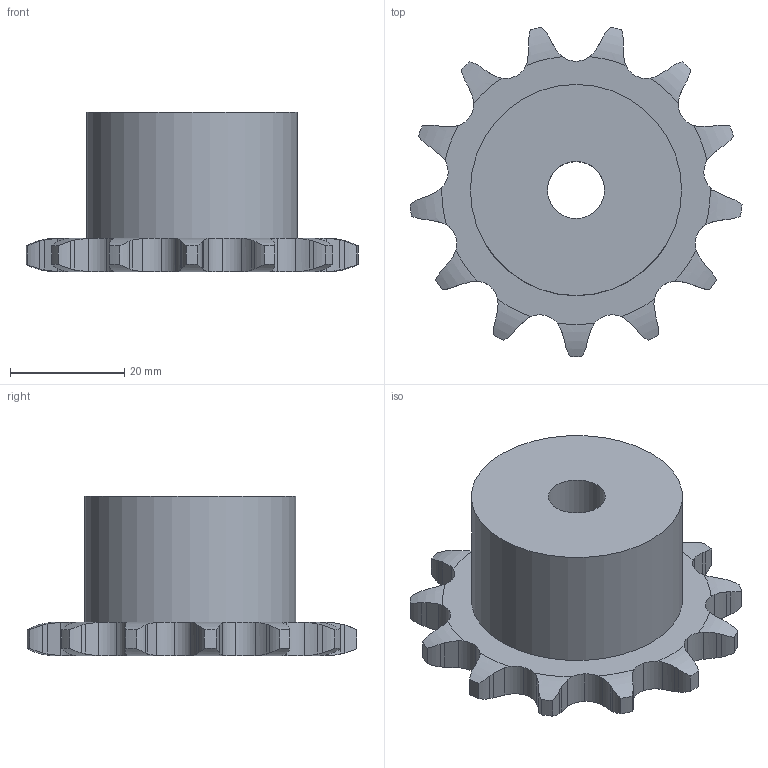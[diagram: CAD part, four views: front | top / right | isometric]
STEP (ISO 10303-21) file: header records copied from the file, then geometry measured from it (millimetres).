
FILE_DESCRIPTION(('FreeCAD Model'),'2;1');
FILE_NAME('Open CASCADE Shape Model','2021-04-25T13:47:43',('FreeCAD'),( 'FreeCAD'),'Open CASCADE STEP processor 7.4','FreeCAD','Unknown');
FILE_SCHEMA(('AUTOMOTIVE_DESIGN { 1 0 10303 214 1 1 1 1 }'));
Length unit declared in the file: millimetre
Products named in the file (1): Open CASCADE STEP translator 7.4 6
Bounding box: 58.19 x 57.78 x 28 mm (x, y, z)
Volume: 33215.1 mm3; surface area: 8643.4 mm2
Topology: 1 solids, 1 shells, 151 faces, 442 edges, 295 vertices
Faces by surface type: cylinder 93, plane 30, torus 28
Full cylindrical faces by diameter (mm): 10 x1, 37 x1
Entity records: 13456 total; most frequent: CARTESIAN_POINT 5955, DIRECTION 1032, ORIENTED_EDGE 884, PCURVE 884, DEFINITIONAL_REPRESENTATION 884, B_SPLINE_CURVE_WITH_KNOTS 630, LINE 497, VECTOR 497
